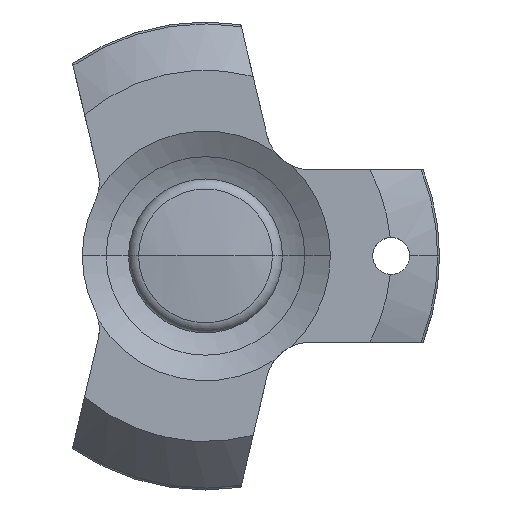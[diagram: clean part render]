
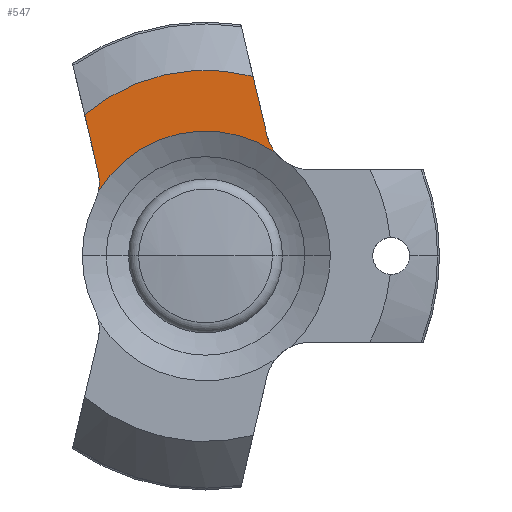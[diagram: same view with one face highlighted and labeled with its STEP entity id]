
A CAD part, top view. The second image highlights one B-rep face of the part: STEP entity #547.
In plain terms, the highlighted planar face has unit normal (0, 0, 1).
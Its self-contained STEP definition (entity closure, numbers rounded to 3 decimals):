
#319=EDGE_CURVE('',#667,#705,#914,.T.);
#365=EDGE_CURVE('',#419,#597,#963,.T.);
#401=EDGE_CURVE('',#487,#419,#1004,.T.);
#419=VERTEX_POINT('',#1023);
#457=EDGE_CURVE('',#667,#487,#1066,.T.);
#487=VERTEX_POINT('',#1100);
#521=EDGE_CURVE('',#617,#705,#1138,.T.);
#547=ADVANCED_FACE('',(#1168),#1169,.T.);
#589=EDGE_CURVE('',#597,#617,#1212,.T.);
#597=VERTEX_POINT('',#1221);
#617=VERTEX_POINT('',#1241);
#667=VERTEX_POINT('',#1295);
#705=VERTEX_POINT('',#1336);
#914=CIRCLE('',#1558,10.138);
#963=CIRCLE('',#1725,15.079);
#1004=LINE('',#1786,#1787);
#1023=CARTESIAN_POINT('',(3.864,14.576,26.069));
#1066=CIRCLE('',#1921,3.653);
#1100=CARTESIAN_POINT('',(4.986,9.814,26.069));
#1138=CIRCLE('',#2034,3.653);
#1168=FACE_OUTER_BOUND('',#2100,.T.);
#1169=PLANE('',#2101);
#1212=LINE('',#2217,#2218);
#1221=CARTESIAN_POINT('',(-9.814,11.448,26.069));
#1241=CARTESIAN_POINT('',(-8.722,6.81,26.069));
#1295=CARTESIAN_POINT('',(5.651,8.417,26.069));
#1336=CARTESIAN_POINT('',(-8.709,5.19,26.069));
#1558=AXIS2_PLACEMENT_3D('',#2948,#2949,#2950);
#1725=AXIS2_PLACEMENT_3D('',#3005,#3006,#3007);
#1786=CARTESIAN_POINT('',(5.618,7.128,26.069));
#1787=VECTOR('',#3072,1.0);
#1921=AXIS2_PLACEMENT_3D('',#3121,#3122,#3123);
#2034=AXIS2_PLACEMENT_3D('',#3226,#3227,#3228);
#2100=EDGE_LOOP('',(#3274,#3275,#3276,#3277,#3278,#3279));
#2101=AXIS2_PLACEMENT_3D('',#3280,#3281,#3282);
#2217=CARTESIAN_POINT('',(-9.103,8.429,26.069));
#2218=VECTOR('',#3308,1.0);
#2948=CARTESIAN_POINT('',(0.,0.,26.069));
#2949=DIRECTION('',(0.0,0.0,1.0));
#2950=DIRECTION('',(-1.0,0.,0.0));
#3005=CARTESIAN_POINT('',(0.,0.,26.069));
#3006=DIRECTION('',(0.0,0.0,1.0));
#3007=DIRECTION('',(-1.0,0.,0.0));
#3072=DIRECTION('',(-0.229,0.973,0.0));
#3121=CARTESIAN_POINT('',(8.542,10.651,26.069));
#3122=DIRECTION('',(-0.0,0.0,-1.0));
#3123=DIRECTION('',(-0.973,-0.229,0.0));
#3226=CARTESIAN_POINT('',(-12.278,5.973,26.069));
#3227=DIRECTION('',(0.0,0.0,-1.0));
#3228=DIRECTION('',(0.899,-0.437,0.0));
#3274=ORIENTED_EDGE('',*,*,#521,.T.);
#3275=ORIENTED_EDGE('',*,*,#319,.F.);
#3276=ORIENTED_EDGE('',*,*,#457,.T.);
#3277=ORIENTED_EDGE('',*,*,#401,.T.);
#3278=ORIENTED_EDGE('',*,*,#365,.T.);
#3279=ORIENTED_EDGE('',*,*,#589,.T.);
#3280=CARTESIAN_POINT('',(-12.609,0.,26.069));
#3281=DIRECTION('',(0.0,0.0,1.0));
#3282=DIRECTION('',(-1.0,0.,0.0));
#3308=DIRECTION('',(0.229,-0.973,0.0));
